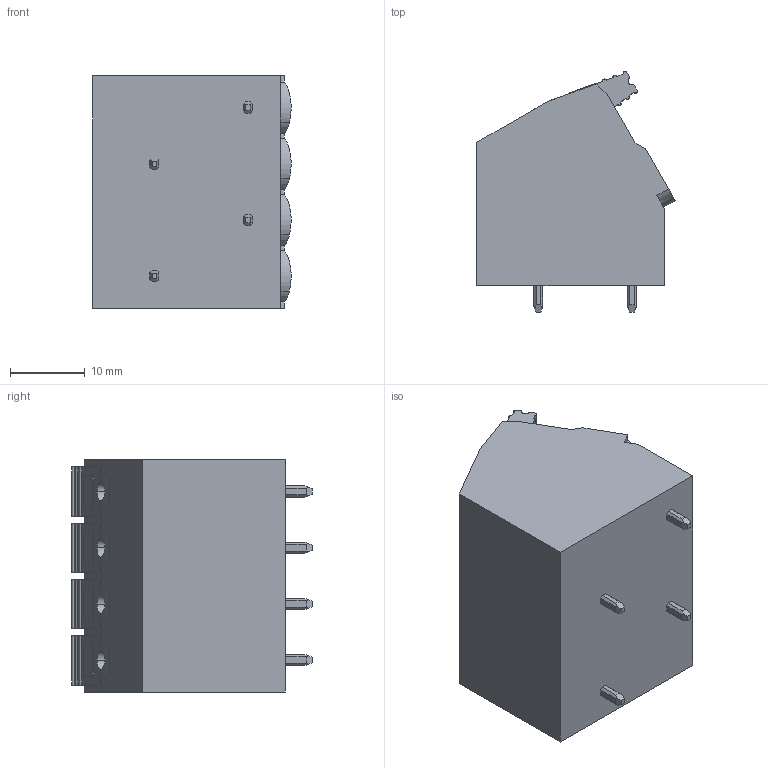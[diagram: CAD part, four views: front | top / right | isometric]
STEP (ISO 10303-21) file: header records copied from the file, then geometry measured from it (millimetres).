
FILE_DESCRIPTION(('SolidDesigner STEP Export'),'2;1');
FILE_NAME('pla_5-4-7.5-zf.stp','2012-02-29T14:33:05',(''),(''),'CoCreate Modeling STEP processor for AP214 (Solid Model)','CoCreate Modeling 16.00A 16-Aug-2008 (C) Parametric Technology GmbH','');
FILE_SCHEMA(('AUTOMOTIVE_DESIGN { 1 0 10303 214 1 1 1 1 }'));
Length unit declared in the file: millimetre
Products named in the file (2): pla_5-4-7.5-zf
Assembly tree (1 placements, depth 2):
  pla_5-4-7.5-zf
    pla_5-4-7.5-zf
Bounding box: 26.46 x 32.13 x 31 mm (x, y, z)
Volume: 16390 mm3; surface area: 5333 mm2
Topology: 1 solids, 1 shells, 329 faces, 956 edges, 641 vertices
Faces by surface type: plane 210, cylinder 95, extrusion 24
Entity records: 12761 total; most frequent: CARTESIAN_POINT 2479, ORIENTED_EDGE 1912, DIRECTION 1455, EDGE_CURVE 956, VECTOR 685, LINE 673, VERTEX_POINT 641, AXIS2_PLACEMENT_3D 385
